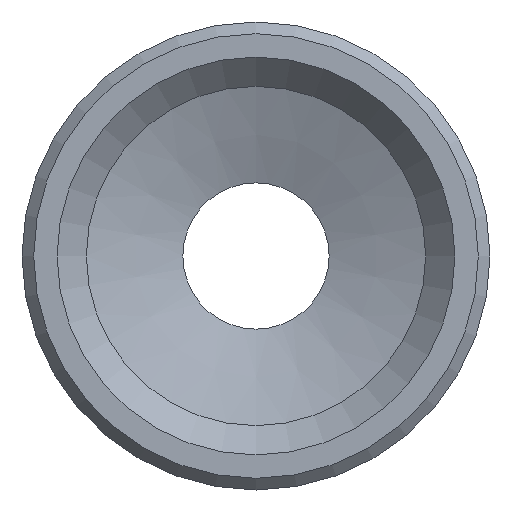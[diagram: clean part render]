
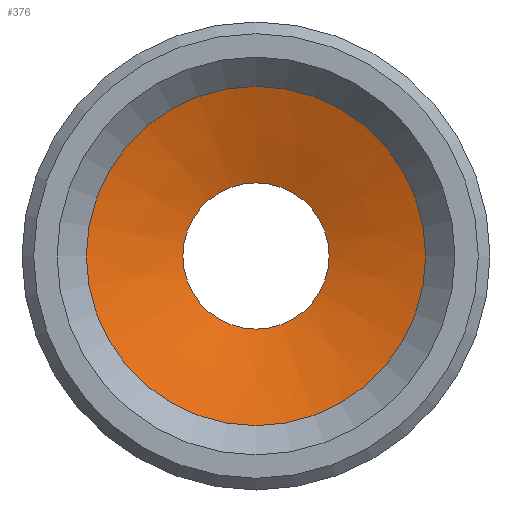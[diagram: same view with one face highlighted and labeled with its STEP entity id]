
A CAD part, front view. The second image highlights one B-rep face of the part: STEP entity #376.
In plain terms, the highlighted conical face has half-angle 70 degrees and reference radius 5.8 mm.
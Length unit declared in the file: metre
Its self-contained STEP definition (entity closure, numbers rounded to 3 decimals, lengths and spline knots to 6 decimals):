
#376 = ADVANCED_FACE( 'NONE', ( #803, #804 ), #805, .F. );
#803 = FACE_OUTER_BOUND( '', #2312, .T. );
#804 = FACE_BOUND( '', #2313, .T. );
#805 = CONICAL_SURFACE( '', #2314, 0.0058, 1.222 );
#2312 = EDGE_LOOP( '', ( #3581 ) );
#2313 = EDGE_LOOP( '', ( #3582 ) );
#2314 = AXIS2_PLACEMENT_3D( '', #3583, #3584, #3585 );
#3581 = ORIENTED_EDGE( '', *, *, #3961, .T. );
#3582 = ORIENTED_EDGE( '', *, *, #4172, .F. );
#3583 = CARTESIAN_POINT( '', ( 0., 0.011, 0. ) );
#3584 = DIRECTION( '', ( 0., -1., 0. ) );
#3585 = DIRECTION( '', ( 0., 0., -1. ) );
#3961 = EDGE_CURVE( 'NONE', #4557, #4557, #4558, .T. );
#4172 = EDGE_CURVE( 'NONE', #4851, #4851, #4852, .T. );
#4557 = VERTEX_POINT( '', #6042 );
#4558 = CIRCLE( '', #6043, 0.0058 );
#4851 = VERTEX_POINT( '', #7062 );
#4852 = CIRCLE( '', #7063, 0.0025 );
#6042 = CARTESIAN_POINT( '', ( 0., 0.011, -0.0058 ) );
#6043 = AXIS2_PLACEMENT_3D( '', #7276, #7277, #7278 );
#7062 = CARTESIAN_POINT( '', ( 0., 0.012201, -0.0025 ) );
#7063 = AXIS2_PLACEMENT_3D( '', #7408, #7409, #7410 );
#7276 = CARTESIAN_POINT( '', ( 0., 0.011, 0. ) );
#7277 = DIRECTION( '', ( 0., -1., 0. ) );
#7278 = DIRECTION( '', ( 0., 0., -1. ) );
#7408 = CARTESIAN_POINT( '', ( 0., 0.012201, 0. ) );
#7409 = DIRECTION( '', ( 0., -1., 0. ) );
#7410 = DIRECTION( '', ( 0., 0., -1. ) );
